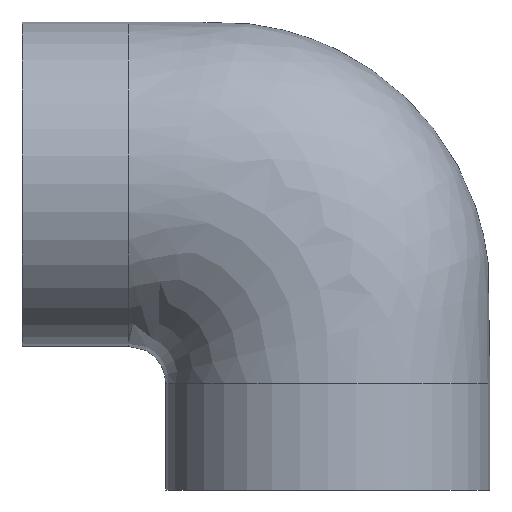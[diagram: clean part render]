
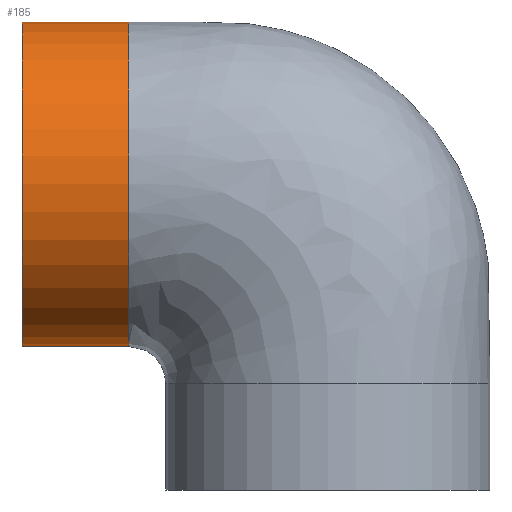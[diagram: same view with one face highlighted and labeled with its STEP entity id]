
A CAD part, left-side view. The second image highlights one B-rep face of the part: STEP entity #185.
In plain terms, the highlighted cylindrical face has radius 17.5 mm (diameter 35 mm), a full revolution.
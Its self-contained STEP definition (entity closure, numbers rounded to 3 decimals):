
#29=FACE_BOUND($,#55,.T.);
#40=FACE_OUTER_BOUND($,#54,.T.);
#54=EDGE_LOOP($,(#161,#162,#163));
#55=EDGE_LOOP($,(#164));
#78=CIRCLE($,#213,17.5);
#79=CIRCLE($,#214,17.5);
#80=CIRCLE($,#215,17.5);
#81=CIRCLE($,#217,17.5);
#99=VERTEX_POINT($,#2271);
#100=VERTEX_POINT($,#2283);
#101=VERTEX_POINT($,#2285);
#102=VERTEX_POINT($,#2289);
#122=EDGE_CURVE($,#100,#99,#78,.T.);
#123=EDGE_CURVE($,#101,#100,#79,.T.);
#124=EDGE_CURVE($,#99,#101,#80,.T.);
#125=EDGE_CURVE($,#102,#102,#81,.T.);
#161=ORIENTED_EDGE($,*,*,#123,.T.);
#162=ORIENTED_EDGE($,*,*,#122,.T.);
#163=ORIENTED_EDGE($,*,*,#124,.T.);
#164=ORIENTED_EDGE($,*,*,#125,.T.);
#176=CYLINDRICAL_SURFACE($,#216,17.5);
#185=ADVANCED_FACE($,(#40,#29),#176,.T.);
#213=AXIS2_PLACEMENT_3D($,#2284,#266,#267);
#214=AXIS2_PLACEMENT_3D($,#2286,#268,#269);
#215=AXIS2_PLACEMENT_3D($,#2287,#270,#271);
#216=AXIS2_PLACEMENT_3D($,#2288,#272,#273);
#217=AXIS2_PLACEMENT_3D($,#2290,#274,#275);
#266=DIRECTION('center_axis',(0.,1.,0.));
#267=DIRECTION('ref_axis',(-1.,0.,0.));
#268=DIRECTION('center_axis',(0.,1.,0.));
#269=DIRECTION('ref_axis',(-1.,0.,0.));
#270=DIRECTION('center_axis',(0.,1.,0.));
#271=DIRECTION('ref_axis',(-1.,0.,0.));
#272=DIRECTION('center_axis',(0.,1.,0.));
#273=DIRECTION('ref_axis',(-1.,0.,0.));
#274=DIRECTION('center_axis',(0.,-1.,0.));
#275=DIRECTION('ref_axis',(-1.,0.,0.));
#2271=CARTESIAN_POINT('',(0.,21.5,50.5));
#2283=CARTESIAN_POINT('',(-17.5,21.5,33.));
#2284=CARTESIAN_POINT('Origin',(0.,21.5,33.));
#2285=CARTESIAN_POINT('',(17.5,21.5,33.));
#2286=CARTESIAN_POINT('Origin',(0.,21.5,33.));
#2287=CARTESIAN_POINT('Origin',(0.,21.5,33.));
#2288=CARTESIAN_POINT('Origin',(0.,33.,33.));
#2289=CARTESIAN_POINT('',(17.5,33.,33.));
#2290=CARTESIAN_POINT('Origin',(0.,33.,33.));
